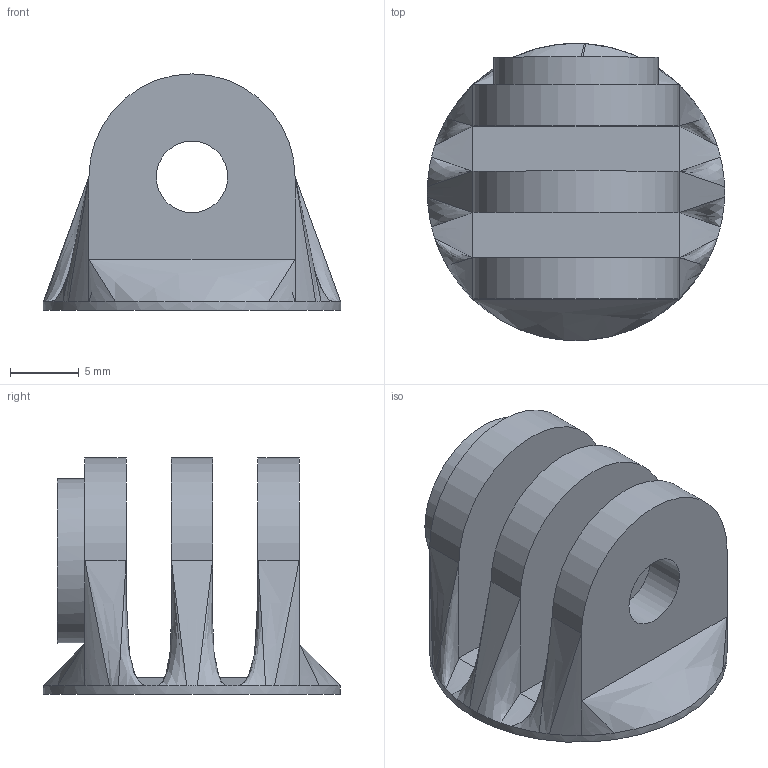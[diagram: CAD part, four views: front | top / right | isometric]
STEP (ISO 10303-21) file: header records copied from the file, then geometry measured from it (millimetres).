
FILE_DESCRIPTION(/* description */ (''),/* implementation_level */ '2;1');
FILE_NAME(/* name */ 'GoPro v5.step',/* time_stamp */ '2018-04-13T08:23:58+02:00',/* author */ ('gert.b.lindstrom'),/* organization */ (''),/* preprocessor_version */ 'ST-DEVELOPER v16.13',/* originating_system */ 'Autodesk Translation Framework v6.5.0.72',/* authorisation */ '');
FILE_SCHEMA (('AUTOMOTIVE_DESIGN { 1 0 10303 214 3 1 1 }'));
Length unit declared in the file: millimetre
Products named in the file (2): GoPro; Component1
Assembly tree (1 placements, depth 2):
  GoPro
    Component1
Bounding box: 21.64 x 21.64 x 17.2 mm (x, y, z)
Volume: 2513.1 mm3; surface area: 2500.6 mm2
Topology: 1 solids, 1 shells, 55 faces, 150 edges, 90 vertices
Faces by surface type: bspline 30, plane 17, cylinder 8
Full cylindrical faces by diameter (mm): 5.2 x3, 12 x1, 21.642 x1
Entity records: 2105 total; most frequent: CARTESIAN_POINT 754, ORIENTED_EDGE 284, DIRECTION 243, EDGE_CURVE 142, LINE 91, VECTOR 91, VERTEX_POINT 90, AXIS2_PLACEMENT_3D 76
